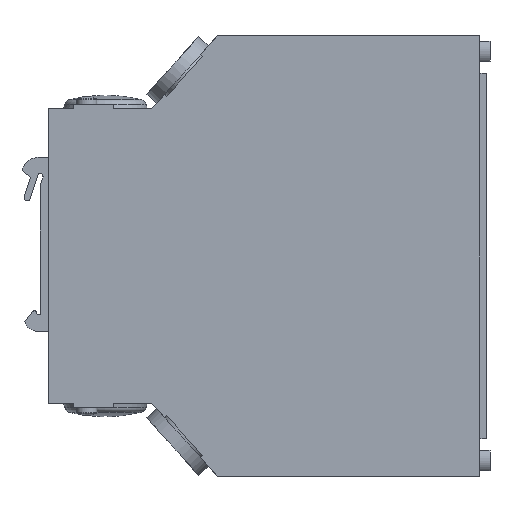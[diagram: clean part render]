
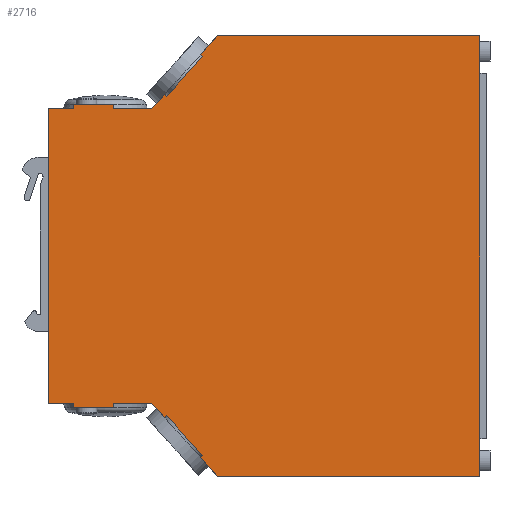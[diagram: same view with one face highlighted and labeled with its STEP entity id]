
A CAD part, left-side view. The second image highlights one B-rep face of the part: STEP entity #2716.
In plain terms, the highlighted face is planar.
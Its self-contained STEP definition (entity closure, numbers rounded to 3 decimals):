
#2716=ADVANCED_FACE('',(#3297),#3021,.F.);
#3021=PLANE('',#9171);
#3297=FACE_OUTER_BOUND('',#3629,.T.);
#3629=EDGE_LOOP('',(#4794,#4795,#4796,#4797,#4798,#4799,#4800,#4801,#4802,
#4803,#4804,#4805,#4806,#4807,#4808,#4809,#4810,#4811,#4812,#4813,#4814,
#4815,#4816,#4817));
#4794=ORIENTED_EDGE('',*,*,#7013,.T.);
#4795=ORIENTED_EDGE('',*,*,#7014,.T.);
#4796=ORIENTED_EDGE('',*,*,#7015,.T.);
#4797=ORIENTED_EDGE('',*,*,#6884,.T.);
#4798=ORIENTED_EDGE('',*,*,#7016,.F.);
#4799=ORIENTED_EDGE('',*,*,#7017,.T.);
#4800=ORIENTED_EDGE('',*,*,#7018,.F.);
#4801=ORIENTED_EDGE('',*,*,#6880,.T.);
#4802=ORIENTED_EDGE('',*,*,#6925,.T.);
#4803=ORIENTED_EDGE('',*,*,#7019,.F.);
#4804=ORIENTED_EDGE('',*,*,#7020,.F.);
#4805=ORIENTED_EDGE('',*,*,#7021,.F.);
#4806=ORIENTED_EDGE('',*,*,#7022,.F.);
#4807=ORIENTED_EDGE('',*,*,#7023,.F.);
#4808=ORIENTED_EDGE('',*,*,#7024,.T.);
#4809=ORIENTED_EDGE('',*,*,#6901,.F.);
#4810=ORIENTED_EDGE('',*,*,#7025,.T.);
#4811=ORIENTED_EDGE('',*,*,#6899,.T.);
#4812=ORIENTED_EDGE('',*,*,#7026,.T.);
#4813=ORIENTED_EDGE('',*,*,#7027,.T.);
#4814=ORIENTED_EDGE('',*,*,#6866,.T.);
#4815=ORIENTED_EDGE('',*,*,#7028,.T.);
#4816=ORIENTED_EDGE('',*,*,#7029,.T.);
#4817=ORIENTED_EDGE('',*,*,#7030,.F.);
#6147=VERTEX_POINT('',#11766);
#6150=VERTEX_POINT('',#11771);
#6164=VERTEX_POINT('',#11801);
#6165=VERTEX_POINT('',#11803);
#6168=VERTEX_POINT('',#11809);
#6169=VERTEX_POINT('',#11811);
#6177=VERTEX_POINT('',#11832);
#6181=VERTEX_POINT('',#11840);
#6182=VERTEX_POINT('',#11844);
#6184=VERTEX_POINT('',#11847);
#6201=VERTEX_POINT('',#11891);
#6264=VERTEX_POINT('',#12441);
#6265=VERTEX_POINT('',#12442);
#6266=VERTEX_POINT('',#12444);
#6267=VERTEX_POINT('',#12447);
#6268=VERTEX_POINT('',#12449);
#6269=VERTEX_POINT('',#12452);
#6270=VERTEX_POINT('',#12454);
#6271=VERTEX_POINT('',#12456);
#6272=VERTEX_POINT('',#12458);
#6273=VERTEX_POINT('',#12460);
#6274=VERTEX_POINT('',#12464);
#6275=VERTEX_POINT('',#12467);
#6276=VERTEX_POINT('',#12469);
#6866=EDGE_CURVE('',#6147,#6150,#7733,.T.);
#6880=EDGE_CURVE('',#6165,#6164,#7743,.T.);
#6884=EDGE_CURVE('',#6169,#6168,#7747,.T.);
#6899=EDGE_CURVE('',#6177,#6181,#7761,.T.);
#6901=EDGE_CURVE('',#6182,#6184,#7763,.T.);
#6925=EDGE_CURVE('',#6164,#6201,#7782,.T.);
#7013=EDGE_CURVE('',#6264,#6265,#7841,.T.);
#7014=EDGE_CURVE('',#6265,#6266,#7842,.T.);
#7015=EDGE_CURVE('',#6266,#6169,#7843,.T.);
#7016=EDGE_CURVE('',#6267,#6168,#7844,.T.);
#7017=EDGE_CURVE('',#6267,#6268,#7845,.T.);
#7018=EDGE_CURVE('',#6165,#6268,#7846,.T.);
#7019=EDGE_CURVE('',#6269,#6201,#7847,.T.);
#7020=EDGE_CURVE('',#6270,#6269,#7848,.T.);
#7021=EDGE_CURVE('',#6271,#6270,#7849,.T.);
#7022=EDGE_CURVE('',#6272,#6271,#7850,.T.);
#7023=EDGE_CURVE('',#6273,#6272,#7851,.T.);
#7024=EDGE_CURVE('',#6273,#6184,#7852,.T.);
#7025=EDGE_CURVE('',#6182,#6177,#7853,.T.);
#7026=EDGE_CURVE('',#6181,#6274,#7854,.T.);
#7027=EDGE_CURVE('',#6274,#6147,#7855,.T.);
#7028=EDGE_CURVE('',#6150,#6275,#7856,.T.);
#7029=EDGE_CURVE('',#6275,#6276,#7857,.T.);
#7030=EDGE_CURVE('',#6264,#6276,#7858,.T.);
#7733=LINE('',#11772,#8435);
#7743=LINE('',#11802,#8445);
#7747=LINE('',#11810,#8449);
#7761=LINE('',#11841,#8463);
#7763=LINE('',#11846,#8465);
#7782=LINE('',#11890,#8484);
#7841=LINE('',#12440,#8543);
#7842=LINE('',#12443,#8544);
#7843=LINE('',#12445,#8545);
#7844=LINE('',#12446,#8546);
#7845=LINE('',#12448,#8547);
#7846=LINE('',#12450,#8548);
#7847=LINE('',#12451,#8549);
#7848=LINE('',#12453,#8550);
#7849=LINE('',#12455,#8551);
#7850=LINE('',#12457,#8552);
#7851=LINE('',#12459,#8553);
#7852=LINE('',#12461,#8554);
#7853=LINE('',#12462,#8555);
#7854=LINE('',#12463,#8556);
#7855=LINE('',#12465,#8557);
#7856=LINE('',#12466,#8558);
#7857=LINE('',#12468,#8559);
#7858=LINE('',#12470,#8560);
#8435=VECTOR('',#9948,1.);
#8445=VECTOR('',#9970,1.);
#8449=VECTOR('',#9974,1.);
#8463=VECTOR('',#9996,1.);
#8465=VECTOR('',#10000,1.);
#8484=VECTOR('',#10035,1.);
#8543=VECTOR('',#10186,1.);
#8544=VECTOR('',#10187,1.);
#8545=VECTOR('',#10188,1.);
#8546=VECTOR('',#10189,1.);
#8547=VECTOR('',#10190,1.);
#8548=VECTOR('',#10191,1.);
#8549=VECTOR('',#10192,1.);
#8550=VECTOR('',#10193,1.);
#8551=VECTOR('',#10194,1.);
#8552=VECTOR('',#10195,1.);
#8553=VECTOR('',#10196,1.);
#8554=VECTOR('',#10197,1.);
#8555=VECTOR('',#10198,1.);
#8556=VECTOR('',#10199,1.);
#8557=VECTOR('',#10200,1.);
#8558=VECTOR('',#10201,1.);
#8559=VECTOR('',#10202,1.);
#8560=VECTOR('',#10203,1.);
#9171=AXIS2_PLACEMENT_3D('',#12471,#10204,#10205);
#9948=DIRECTION('',(1.,0.,0.));
#9970=DIRECTION('',(0.,1.,0.));
#9974=DIRECTION('',(0.,1.,0.));
#9996=DIRECTION('',(-0.668,0.745,0.));
#10000=DIRECTION('',(-0.668,0.745,0.));
#10035=DIRECTION('',(-1.,0.,0.));
#10186=DIRECTION('',(-0.745,0.668,0.));
#10187=DIRECTION('',(0.668,0.745,0.));
#10188=DIRECTION('',(-0.745,0.668,0.));
#10189=DIRECTION('',(-1.,0.,0.));
#10190=DIRECTION('',(0.,1.,0.));
#10191=DIRECTION('',(1.,0.,0.));
#10192=DIRECTION('',(0.,1.,0.));
#10193=DIRECTION('',(1.,0.,0.));
#10194=DIRECTION('',(0.,1.,0.));
#10195=DIRECTION('',(-1.,0.,0.));
#10196=DIRECTION('',(0.,1.,0.));
#10197=DIRECTION('',(-0.745,-0.668,0.));
#10198=DIRECTION('',(-0.745,-0.668,0.));
#10199=DIRECTION('',(-0.745,-0.668,0.));
#10200=DIRECTION('',(0.,-1.,0.));
#10201=DIRECTION('',(0.,1.,0.));
#10202=DIRECTION('',(-0.745,0.668,0.));
#10203=DIRECTION('',(0.668,0.745,0.));
#10204=DIRECTION('',(0.,0.,-1.));
#10205=DIRECTION('',(-1.,0.,0.));
#11766=CARTESIAN_POINT('',(-65.85,0.,61.1));
#11771=CARTESIAN_POINT('',(65.85,0.,61.1));
#11772=CARTESIAN_POINT('',(65.85,0.,61.1));
#11801=CARTESIAN_POINT('',(44.1,129.,61.1));
#11802=CARTESIAN_POINT('',(44.1,127.635,61.1));
#11803=CARTESIAN_POINT('',(44.1,121.5,61.1));
#11809=CARTESIAN_POINT('',(44.1,109.5,61.1));
#11810=CARTESIAN_POINT('',(44.1,127.635,61.1));
#11811=CARTESIAN_POINT('',(44.1,98.1,61.1));
#11832=CARTESIAN_POINT('',(-59.719,82.997,61.1));
#11840=CARTESIAN_POINT('',(-60.265,83.607,61.1));
#11841=CARTESIAN_POINT('',(-60.265,83.607,61.1));
#11844=CARTESIAN_POINT('',(-47.805,93.678,61.1));
#11846=CARTESIAN_POINT('',(-48.352,94.288,61.1));
#11847=CARTESIAN_POINT('',(-48.352,94.288,61.1));
#11890=CARTESIAN_POINT('',(45.,129.,61.1));
#11891=CARTESIAN_POINT('',(-44.1,129.,61.1));
#12440=CARTESIAN_POINT('',(64.65,78.576,61.1));
#12441=CARTESIAN_POINT('',(59.719,82.997,61.1));
#12442=CARTESIAN_POINT('',(47.805,93.678,61.1));
#12443=CARTESIAN_POINT('',(56.656,103.55,61.1));
#12444=CARTESIAN_POINT('',(48.352,94.288,61.1));
#12445=CARTESIAN_POINT('',(50.259,92.578,61.1));
#12446=CARTESIAN_POINT('',(45.35,109.5,61.1));
#12447=CARTESIAN_POINT('',(45.35,109.5,61.1));
#12448=CARTESIAN_POINT('',(45.35,114.,61.1));
#12449=CARTESIAN_POINT('',(45.35,121.5,61.1));
#12450=CARTESIAN_POINT('',(44.35,121.5,61.1));
#12451=CARTESIAN_POINT('',(-44.1,127.635,61.1));
#12452=CARTESIAN_POINT('',(-44.1,121.5,61.1));
#12453=CARTESIAN_POINT('',(45.,121.5,61.1));
#12454=CARTESIAN_POINT('',(-45.35,121.5,61.1));
#12455=CARTESIAN_POINT('',(-45.35,114.,61.1));
#12456=CARTESIAN_POINT('',(-45.35,109.5,61.1));
#12457=CARTESIAN_POINT('',(45.,109.5,61.1));
#12458=CARTESIAN_POINT('',(-44.1,109.5,61.1));
#12459=CARTESIAN_POINT('',(-44.1,127.635,61.1));
#12460=CARTESIAN_POINT('',(-44.1,98.1,61.1));
#12461=CARTESIAN_POINT('',(-50.259,92.578,61.1));
#12462=CARTESIAN_POINT('',(-43.85,97.224,61.1));
#12463=CARTESIAN_POINT('',(13.198,149.471,61.1));
#12464=CARTESIAN_POINT('',(-65.85,78.6,61.1));
#12465=CARTESIAN_POINT('',(-65.85,3.25,61.1));
#12466=CARTESIAN_POINT('',(65.85,3.25,61.1));
#12467=CARTESIAN_POINT('',(65.85,78.6,61.1));
#12468=CARTESIAN_POINT('',(50.259,92.578,61.1));
#12469=CARTESIAN_POINT('',(60.265,83.607,61.1));
#12470=CARTESIAN_POINT('',(60.265,83.607,61.1));
#12471=CARTESIAN_POINT('',(45.,114.,61.1));
